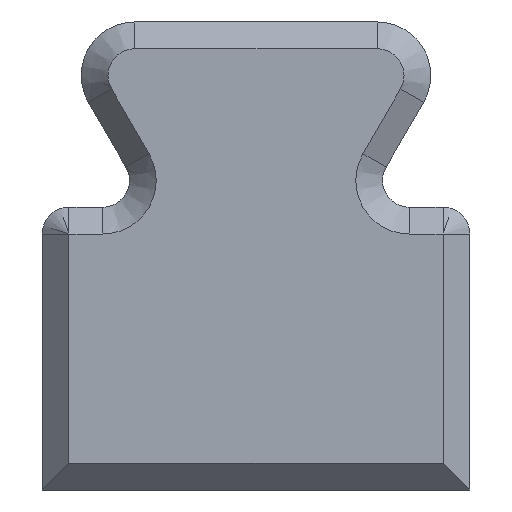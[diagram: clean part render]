
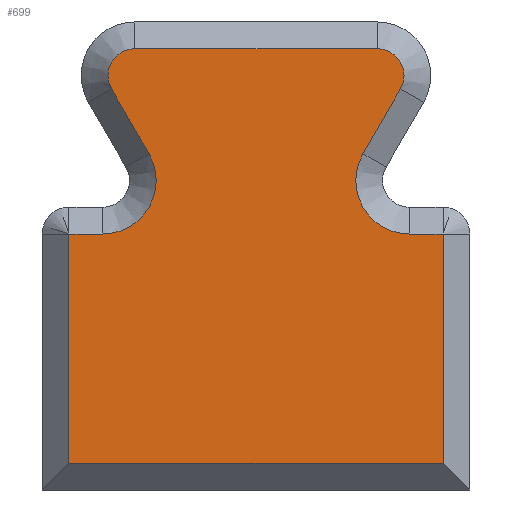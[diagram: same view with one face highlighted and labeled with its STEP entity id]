
A CAD part, left-side view. The second image highlights one B-rep face of the part: STEP entity #699.
In plain terms, the highlighted planar face has unit normal (-1, 0, 0).
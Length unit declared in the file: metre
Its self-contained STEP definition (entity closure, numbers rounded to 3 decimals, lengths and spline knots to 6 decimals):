
#70=LINE('',#1148,#144);
#71=LINE('',#1153,#145);
#72=LINE('',#1157,#146);
#73=LINE('',#1161,#147);
#74=LINE('',#1165,#148);
#75=LINE('',#1167,#149);
#76=LINE('',#1169,#150);
#77=LINE('',#1171,#151);
#144=VECTOR('',#925,1.);
#145=VECTOR('',#928,1.);
#146=VECTOR('',#931,1.);
#147=VECTOR('',#934,1.);
#148=VECTOR('',#937,1.);
#149=VECTOR('',#938,1.);
#150=VECTOR('',#939,1.);
#151=VECTOR('',#940,1.);
#252=ORIENTED_EDGE('',*,*,#434,.T.);
#253=ORIENTED_EDGE('',*,*,#435,.T.);
#254=ORIENTED_EDGE('',*,*,#436,.T.);
#255=ORIENTED_EDGE('',*,*,#437,.T.);
#256=ORIENTED_EDGE('',*,*,#438,.T.);
#257=ORIENTED_EDGE('',*,*,#439,.T.);
#258=ORIENTED_EDGE('',*,*,#440,.T.);
#259=ORIENTED_EDGE('',*,*,#441,.T.);
#260=ORIENTED_EDGE('',*,*,#442,.T.);
#261=ORIENTED_EDGE('',*,*,#443,.T.);
#262=ORIENTED_EDGE('',*,*,#444,.T.);
#263=ORIENTED_EDGE('',*,*,#445,.T.);
#434=EDGE_CURVE('',#518,#519,#70,.T.);
#435=EDGE_CURVE('',#519,#520,#550,.T.);
#436=EDGE_CURVE('',#520,#521,#71,.T.);
#437=EDGE_CURVE('',#521,#522,#551,.F.);
#438=EDGE_CURVE('',#522,#523,#72,.T.);
#439=EDGE_CURVE('',#523,#524,#552,.F.);
#440=EDGE_CURVE('',#524,#525,#73,.T.);
#441=EDGE_CURVE('',#525,#526,#553,.T.);
#442=EDGE_CURVE('',#526,#527,#74,.T.);
#443=EDGE_CURVE('',#527,#528,#75,.T.);
#444=EDGE_CURVE('',#528,#529,#76,.T.);
#445=EDGE_CURVE('',#529,#518,#77,.T.);
#518=VERTEX_POINT('',#1149);
#519=VERTEX_POINT('',#1150);
#520=VERTEX_POINT('',#1152);
#521=VERTEX_POINT('',#1154);
#522=VERTEX_POINT('',#1156);
#523=VERTEX_POINT('',#1158);
#524=VERTEX_POINT('',#1160);
#525=VERTEX_POINT('',#1162);
#526=VERTEX_POINT('',#1164);
#527=VERTEX_POINT('',#1166);
#528=VERTEX_POINT('',#1168);
#529=VERTEX_POINT('',#1170);
#550=CIRCLE('',#779,0.002);
#551=CIRCLE('',#780,0.001);
#552=CIRCLE('',#781,0.001);
#553=CIRCLE('',#782,0.002);
#573=EDGE_LOOP('',(#252,#253,#254,#255,#256,#257,#258,#259,#260,#261,#262,
#263));
#625=FACE_BOUND('',#573,.T.);
#667=PLANE('',#778);
#699=ADVANCED_FACE('',(#625),#667,.F.);
#778=AXIS2_PLACEMENT_3D('',#1147,#923,#924);
#779=AXIS2_PLACEMENT_3D('',#1151,#926,#927);
#780=AXIS2_PLACEMENT_3D('',#1155,#929,#930);
#781=AXIS2_PLACEMENT_3D('',#1159,#932,#933);
#782=AXIS2_PLACEMENT_3D('',#1163,#935,#936);
#923=DIRECTION('',(1.,0.,0.));
#924=DIRECTION('',(0.,1.,0.));
#925=DIRECTION('',(0.,1.,0.));
#926=DIRECTION('',(1.,0.,0.));
#927=DIRECTION('',(0.,0.,-1.));
#928=DIRECTION('',(0.,-0.5,0.866));
#929=DIRECTION('',(1.,0.,0.));
#930=DIRECTION('',(0.,0.,-1.));
#931=DIRECTION('',(0.,1.,0.));
#932=DIRECTION('',(1.,0.,0.));
#933=DIRECTION('',(0.,0.,-1.));
#934=DIRECTION('',(0.,-0.5,-0.866));
#935=DIRECTION('',(1.,0.,0.));
#936=DIRECTION('',(0.,0.,-1.));
#937=DIRECTION('',(0.,1.,0.));
#938=DIRECTION('',(0.,0.,-1.));
#939=DIRECTION('',(0.,-1.,0.));
#940=DIRECTION('',(0.,0.,1.));
#1147=CARTESIAN_POINT('',(-0.025,0.,0.00875));
#1148=CARTESIAN_POINT('',(-0.025,-0.005732,0.009572));
#1149=CARTESIAN_POINT('',(-0.025,-0.007,0.009572));
#1150=CARTESIAN_POINT('',(-0.025,-0.005732,0.009572));
#1151=CARTESIAN_POINT('',(-0.025,-0.005732,0.011572));
#1152=CARTESIAN_POINT('',(-0.025,-0.004,0.012572));
#1153=CARTESIAN_POINT('',(-0.025,-0.005402,0.015));
#1154=CARTESIAN_POINT('',(-0.025,-0.005402,0.015));
#1155=CARTESIAN_POINT('',(-0.025,-0.004536,0.0155));
#1156=CARTESIAN_POINT('',(-0.025,-0.004536,0.0165));
#1157=CARTESIAN_POINT('',(-0.025,0.,0.0165));
#1158=CARTESIAN_POINT('',(-0.025,0.004536,0.0165));
#1159=CARTESIAN_POINT('',(-0.025,0.004536,0.0155));
#1160=CARTESIAN_POINT('',(-0.025,0.005402,0.015));
#1161=CARTESIAN_POINT('',(-0.025,0.001345,0.007973));
#1162=CARTESIAN_POINT('',(-0.025,0.004,0.012572));
#1163=CARTESIAN_POINT('',(-0.025,0.005732,0.011572));
#1164=CARTESIAN_POINT('',(-0.025,0.005732,0.009572));
#1165=CARTESIAN_POINT('',(-0.025,0.,0.009572));
#1166=CARTESIAN_POINT('',(-0.025,0.007,0.009572));
#1167=CARTESIAN_POINT('',(-0.025,0.007,0.00875));
#1168=CARTESIAN_POINT('',(-0.025,0.007,0.001));
#1169=CARTESIAN_POINT('',(-0.025,-0.008,0.001));
#1170=CARTESIAN_POINT('',(-0.025,-0.007,0.001));
#1171=CARTESIAN_POINT('',(-0.025,-0.007,0.009572));
